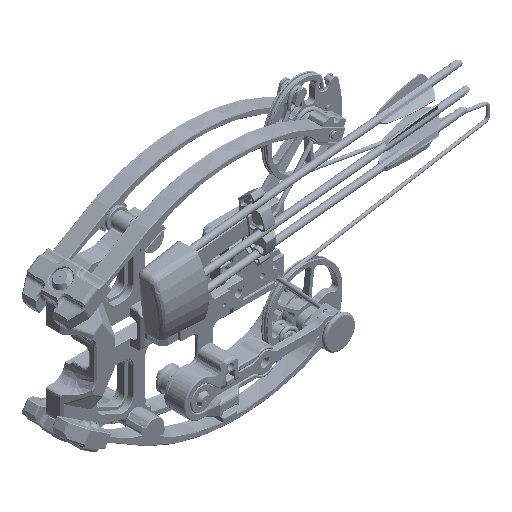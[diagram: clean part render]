
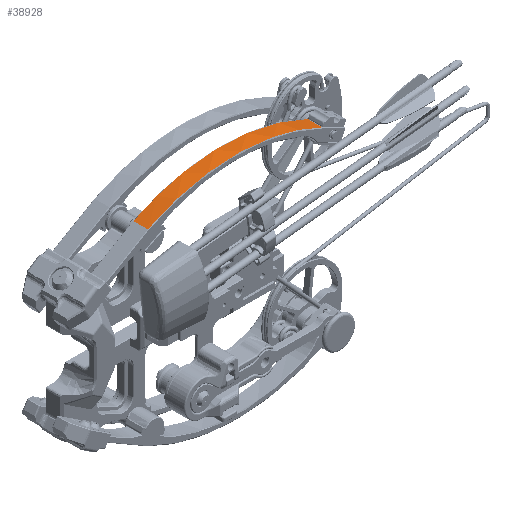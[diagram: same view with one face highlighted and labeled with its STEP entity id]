
A CAD part, isometric view. The second image highlights one B-rep face of the part: STEP entity #38928.
In plain terms, the highlighted free-form (B-spline) face has degree [2, 1] with [3, 2] control points.
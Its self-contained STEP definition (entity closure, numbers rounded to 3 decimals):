
#38902 = VERTEX_POINT('',#38903);
#38903 = CARTESIAN_POINT('',(-121.21,2.929,
    128.502));
#38909 = EDGE_CURVE('',#38910,#38902,#38912,.T.);
#38910 = VERTEX_POINT('',#38911);
#38911 = CARTESIAN_POINT('',(-121.21,22.793,
    128.502));
#38912 = B_SPLINE_CURVE_WITH_KNOTS('',1,(#38913,#38914),.UNSPECIFIED.,
  .F.,.F.,(2,2),(0.5,14.4),.PIECEWISE_BEZIER_KNOTS.);
#38913 = CARTESIAN_POINT('',(-121.21,22.793,
    128.502));
#38914 = CARTESIAN_POINT('',(-121.21,2.929,
    128.502));
#38928 = ADVANCED_FACE('',(#38929),#38953,.T.);
#38929 = FACE_BOUND('',#38930,.T.);
#38930 = EDGE_LOOP('',(#38931,#38932,#38940,#38947));
#38931 = ORIENTED_EDGE('',*,*,#38909,.T.);
#38932 = ORIENTED_EDGE('',*,*,#38933,.T.);
#38933 = EDGE_CURVE('',#38902,#38934,#38936,.T.);
#38934 = VERTEX_POINT('',#38935);
#38935 = CARTESIAN_POINT('',(117.372,2.929,
    130.014));
#38936 = ( BOUNDED_CURVE() B_SPLINE_CURVE(2,(#38937,#38938,#38939),
.UNSPECIFIED.,.F.,.F.) B_SPLINE_CURVE_WITH_KNOTS((3,3),(0.,
0.92),.PIECEWISE_BEZIER_KNOTS.) CURVE() 
GEOMETRIC_REPRESENTATION_ITEM() RATIONAL_B_SPLINE_CURVE((1.,
0.896,1.)) REPRESENTATION_ITEM('') );
#38937 = CARTESIAN_POINT('',(-121.21,2.929,
    128.502));
#38938 = CARTESIAN_POINT('',(-2.294,2.929,
    188.376));
#38939 = CARTESIAN_POINT('',(117.372,2.929,
    130.014));
#38940 = ORIENTED_EDGE('',*,*,#38941,.F.);
#38941 = EDGE_CURVE('',#38942,#38934,#38944,.T.);
#38942 = VERTEX_POINT('',#38943);
#38943 = CARTESIAN_POINT('',(117.372,22.793,
    130.014));
#38944 = B_SPLINE_CURVE_WITH_KNOTS('',1,(#38945,#38946),.UNSPECIFIED.,
  .F.,.F.,(2,2),(0.5,14.4),.PIECEWISE_BEZIER_KNOTS.);
#38945 = CARTESIAN_POINT('',(117.372,22.793,
    130.014));
#38946 = CARTESIAN_POINT('',(117.372,2.929,
    130.014));
#38947 = ORIENTED_EDGE('',*,*,#38948,.T.);
#38948 = EDGE_CURVE('',#38942,#38910,#38949,.T.);
#38949 = ( BOUNDED_CURVE() B_SPLINE_CURVE(2,(#38950,#38951,#38952),
.UNSPECIFIED.,.F.,.F.) B_SPLINE_CURVE_WITH_KNOTS((3,3),(5.363,
6.283),.PIECEWISE_BEZIER_KNOTS.) CURVE() 
GEOMETRIC_REPRESENTATION_ITEM() RATIONAL_B_SPLINE_CURVE((1.,
0.896,1.)) REPRESENTATION_ITEM('') );
#38950 = CARTESIAN_POINT('',(117.372,22.793,
    130.014));
#38951 = CARTESIAN_POINT('',(-2.294,22.793,
    188.376));
#38952 = CARTESIAN_POINT('',(-121.21,22.793,
    128.502));
#38953 = ( BOUNDED_SURFACE() B_SPLINE_SURFACE(2,1,(
    (#38954,#38955)
    ,(#38956,#38957)
    ,(#38958,#38959
)),.UNSPECIFIED.,.F.,.F.,.F.) B_SPLINE_SURFACE_WITH_KNOTS((3,3),(2,2),(
    2.221,3.142),(0.5,14.4),.PIECEWISE_BEZIER_KNOTS.) 
GEOMETRIC_REPRESENTATION_ITEM() RATIONAL_B_SPLINE_SURFACE((
    (1.,1.)
    ,(0.896,0.896)
,(1.,1.))) REPRESENTATION_ITEM('') SURFACE() );
#38954 = CARTESIAN_POINT('',(117.372,22.793,
    130.014));
#38955 = CARTESIAN_POINT('',(117.372,2.929,
    130.014));
#38956 = CARTESIAN_POINT('',(-2.294,22.793,
    188.376));
#38957 = CARTESIAN_POINT('',(-2.294,2.929,
    188.376));
#38958 = CARTESIAN_POINT('',(-121.21,22.793,
    128.502));
#38959 = CARTESIAN_POINT('',(-121.21,2.929,
    128.502));
